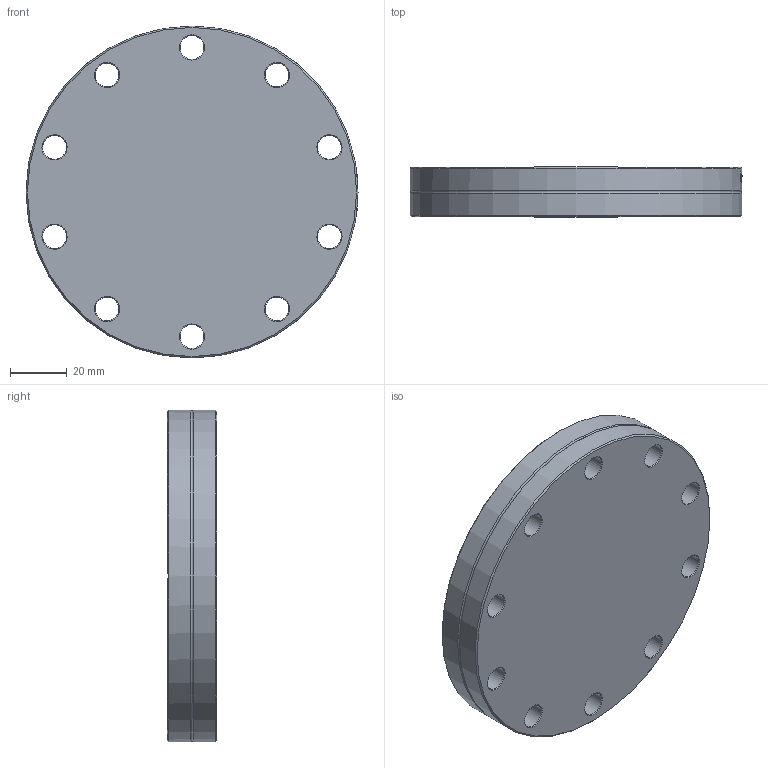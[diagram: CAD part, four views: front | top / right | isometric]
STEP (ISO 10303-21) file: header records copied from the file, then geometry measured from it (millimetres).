
FILE_DESCRIPTION(/* description */ (''),/* implementation_level */ '2;1');
FILE_NAME(/* name */ 'FL-75CF.stp',/* time_stamp */ '2024-02-07T11:24:19Z',/* author */ ('PaulJarvis'),/* organization */ (''),/* preprocessor_version */ 'ST-DEVELOPER v19.2',/* originating_system */ 'Autodesk Inventor 2023',/* authorisation */ '');
FILE_SCHEMA (('AUTOMOTIVE_DESIGN { 1 0 10303 214 3 1 1 }'));
Length unit declared in the file: millimetre
Products named in the file (1): FL-75CF
Bounding box: 117.5 x 17.5 x 117.5 mm (x, y, z)
Volume: 172092 mm3; surface area: 32129.2 mm2
Topology: 1 solids, 1 shells, 136 faces, 369 edges, 242 vertices
Faces by surface type: bspline 53, plane 34, cone 25, cylinder 23, torus 1
Full cylindrical faces by diameter (mm): 8.4 x10, 91.6 x1, 117.5 x2
Entity records: 16777 total; most frequent: CARTESIAN_POINT 13627, ORIENTED_EDGE 738, DIRECTION 479, EDGE_CURVE 369, VERTEX_POINT 242, AXIS2_PLACEMENT_3D 171, EDGE_LOOP 163, B_SPLINE_CURVE_WITH_KNOTS 145
